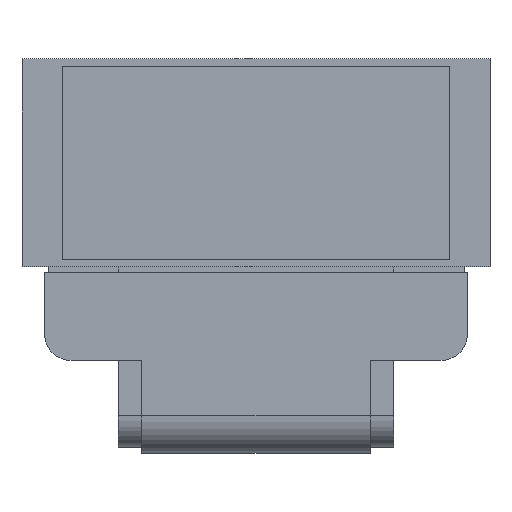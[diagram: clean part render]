
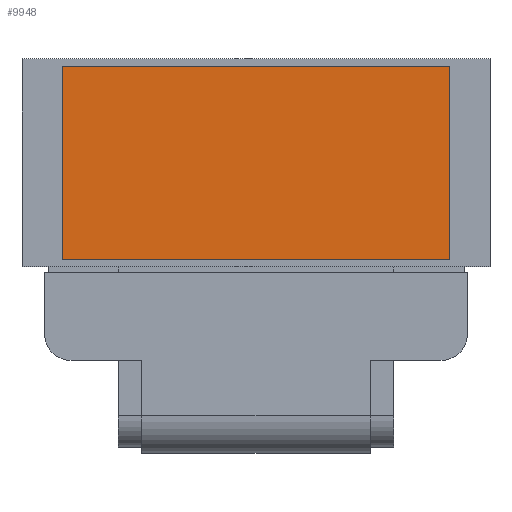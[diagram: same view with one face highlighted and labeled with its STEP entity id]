
A CAD part, top view. The second image highlights one B-rep face of the part: STEP entity #9948.
In plain terms, the highlighted planar face has unit normal (0, 0, 1).
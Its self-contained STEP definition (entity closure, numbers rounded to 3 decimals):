
#479=LINE('',#13087,#1167);
#481=LINE('',#13091,#1169);
#483=LINE('',#13095,#1171);
#485=LINE('',#13099,#1173);
#1167=VECTOR('',#11280,1000.);
#1169=VECTOR('',#11284,1000.);
#1171=VECTOR('',#11288,1000.);
#1173=VECTOR('',#11292,1000.);
#2051=ORIENTED_EDGE('',*,*,#3978,.F.);
#2052=ORIENTED_EDGE('',*,*,#3984,.F.);
#2053=ORIENTED_EDGE('',*,*,#3982,.F.);
#2054=ORIENTED_EDGE('',*,*,#3980,.F.);
#3978=EDGE_CURVE('',#4923,#4924,#479,.T.);
#3980=EDGE_CURVE('',#4924,#4925,#481,.T.);
#3982=EDGE_CURVE('',#4925,#4926,#483,.T.);
#3984=EDGE_CURVE('',#4926,#4923,#485,.T.);
#4923=VERTEX_POINT('',#13086);
#4924=VERTEX_POINT('',#13088);
#4925=VERTEX_POINT('',#13092);
#4926=VERTEX_POINT('',#13096);
#5715=EDGE_LOOP('',(#2051,#2052,#2053,#2054));
#6181=FACE_BOUND('',#5715,.T.);
#6617=PLANE('',#10421);
#9948=ADVANCED_FACE('',(#6181),#6617,.F.);
#10421=AXIS2_PLACEMENT_3D('',#13100,#11293,#11294);
#11280=DIRECTION('',(0.,1.,0.));
#11284=DIRECTION('',(1.,0.,0.));
#11288=DIRECTION('',(0.,-1.,0.));
#11292=DIRECTION('',(-1.,0.,0.));
#11293=DIRECTION('',(0.,0.,-1.));
#11294=DIRECTION('',(-1.,0.,0.));
#13086=CARTESIAN_POINT('',(-5.59,-2.79,0.376));
#13087=CARTESIAN_POINT('',(-5.59,-2.79,0.376));
#13088=CARTESIAN_POINT('',(-5.59,2.79,0.376));
#13091=CARTESIAN_POINT('',(-5.59,2.79,0.376));
#13092=CARTESIAN_POINT('',(5.59,2.79,0.376));
#13095=CARTESIAN_POINT('',(5.59,2.79,0.376));
#13096=CARTESIAN_POINT('',(5.59,-2.79,0.376));
#13099=CARTESIAN_POINT('',(5.59,-2.79,0.376));
#13100=CARTESIAN_POINT('',(0.,0.,0.376));
